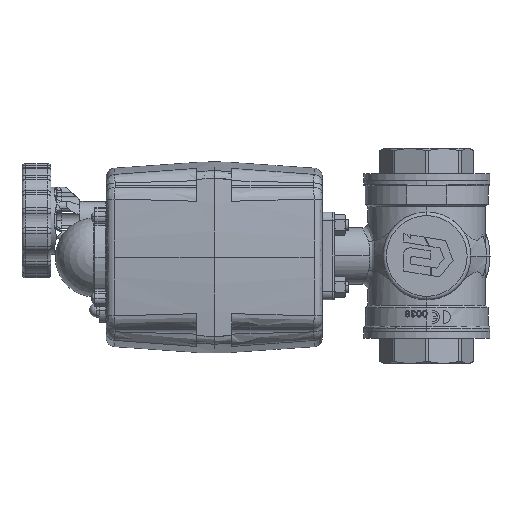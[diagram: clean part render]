
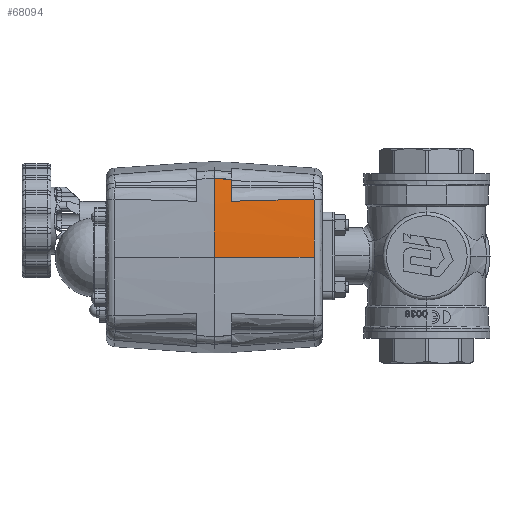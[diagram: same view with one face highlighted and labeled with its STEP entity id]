
A CAD part, left-side view. The second image highlights one B-rep face of the part: STEP entity #68094.
In plain terms, the highlighted conical face has half-angle 4 degrees and reference radius 403.75 mm.
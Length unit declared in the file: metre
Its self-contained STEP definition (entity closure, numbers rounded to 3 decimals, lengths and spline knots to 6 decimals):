
#992 = VECTOR ( 'NONE', #60899, 1. ) ;
#1207 = CARTESIAN_POINT ( 'NONE',  ( -0.058878, 0.092359, 0.171644 ) ) ;
#3795 = AXIS2_PLACEMENT_3D ( 'NONE', #35000, #74813, #66952 ) ;
#3968 = CARTESIAN_POINT ( 'NONE',  ( -0.057381, 0.055164, 0.1601 ) ) ;
#4896 = VERTEX_POINT ( 'NONE', #7052 ) ;
#7052 = CARTESIAN_POINT ( 'NONE',  ( -0.058878, 0.092359, 0.171644 ) ) ;
#8130 = B_SPLINE_CURVE_WITH_KNOTS ( 'NONE', 3,
 ( #88693, #48377, #79811, #41018, #40506, #1207 ),
 .UNSPECIFIED., .F., .F.,
 ( 4, 2, 4 ),
 ( 5.021199, 6.639423, 15.059527 ),
 .UNSPECIFIED. ) ;
#8462 = VERTEX_POINT ( 'NONE', #22495 ) ;
#10240 = CARTESIAN_POINT ( 'NONE',  ( 0.341714, 0.045511, 0.127186 ) ) ;
#10451 = CARTESIAN_POINT ( 'NONE',  ( 0.341714, 0.102359, 0.127186 ) ) ;
#12339 = CARTESIAN_POINT ( 'NONE',  ( -0.057028, 0.050337, 0.160271 ) ) ;
#19638 = CARTESIAN_POINT ( 'NONE',  ( -0.05971, 0.087395, 0.159268 ) ) ;
#22495 = CARTESIAN_POINT ( 'NONE',  ( -0.060065, 0.092359, 0.159182 ) ) ;
#24505 = AXIS2_PLACEMENT_3D ( 'NONE', #10451, #33033, #74398 ) ;
#25235 = EDGE_LOOP ( 'NONE', ( #45211, #37005, #88629, #30892, #30275, #25718 ) ) ;
#25718 = ORIENTED_EDGE ( 'NONE', *, *, #31479, .F. ) ;
#26405 = VERTEX_POINT ( 'NONE', #66032 ) ;
#26825 = CARTESIAN_POINT ( 'NONE',  ( -0.062036, 0.102359, 0.127186 ) ) ;
#28089 = CARTESIAN_POINT ( 'NONE',  ( -0.059328, 0.082068, 0.15937 ) ) ;
#30275 = ORIENTED_EDGE ( 'NONE', *, *, #37084, .F. ) ;
#30832 = EDGE_CURVE ( 'NONE', #65668, #26405, #37900, .T. ) ;
#30892 = ORIENTED_EDGE ( 'NONE', *, *, #82355, .F. ) ;
#31450 = VERTEX_POINT ( 'NONE', #90141 ) ;
#31479 = EDGE_CURVE ( 'NONE', #41370, #31450, #101587, .T. ) ;
#33033 = DIRECTION ( 'NONE',  ( 0., 1., 0. ) ) ;
#34215 = CARTESIAN_POINT ( 'NONE',  ( 0.341714, 0.102359, 0.127186 ) ) ;
#35000 = CARTESIAN_POINT ( 'NONE',  ( 0.341714, 0.092359, 0.127186 ) ) ;
#36452 = CARTESIAN_POINT ( 'NONE',  ( -0.060065, 0.092359, 0.159182 ) ) ;
#36978 = CARTESIAN_POINT ( 'NONE',  ( -0.059635, 0.086355, 0.159287 ) ) ;
#37005 = ORIENTED_EDGE ( 'NONE', *, *, #30832, .F. ) ;
#37084 = EDGE_CURVE ( 'NONE', #31450, #4896, #8130, .T. ) ;
#37900 = CIRCLE ( 'NONE', #62915, 0.399775 ) ;
#40506 = CARTESIAN_POINT ( 'NONE',  ( -0.059055, 0.095155, 0.171814 ) ) ;
#40759 = EDGE_CURVE ( 'NONE', #26405, #41370, #91347, .T. ) ;
#41018 = CARTESIAN_POINT ( 'NONE',  ( -0.059233, 0.097951, 0.171985 ) ) ;
#41370 = VERTEX_POINT ( 'NONE', #26825 ) ;
#43641 = FACE_OUTER_BOUND ( 'NONE', #25235, .T. ) ;
#45211 = ORIENTED_EDGE ( 'NONE', *, *, #40759, .F. ) ;
#45345 = CARTESIAN_POINT ( 'NONE',  ( -0.059972, 0.091051, 0.159203 ) ) ;
#46153 = B_SPLINE_CURVE_WITH_KNOTS ( 'NONE', 3,
 ( #36452, #45345, #52158, #19638, #36978, #28089, #51660, #84072, #68910, #3968, #12339, #77273 ),
 .UNSPECIFIED., .F., .F.,
 ( 4, 2, 2, 2, 2, 4 ),
 ( 13.200845, 17.136584, 20.263926, 30.032041, 45.661024, 60.189256 ),
 .UNSPECIFIED. ) ;
#48377 = CARTESIAN_POINT ( 'NONE',  ( -0.059479, 0.101822, 0.172221 ) ) ;
#50020 = EDGE_CURVE ( 'NONE', #8462, #65668, #46153, .T. ) ;
#51660 = CARTESIAN_POINT ( 'NONE',  ( -0.059095, 0.078821, 0.15944 ) ) ;
#52158 = CARTESIAN_POINT ( 'NONE',  ( -0.059878, 0.089743, 0.159225 ) ) ;
#58793 = DIRECTION ( 'NONE',  ( 0., 1., 0. ) ) ;
#60899 = DIRECTION ( 'NONE',  ( -0.07, 0.998, 0. ) ) ;
#62915 = AXIS2_PLACEMENT_3D ( 'NONE', #10240, #98813, #66301 ) ;
#65668 = VERTEX_POINT ( 'NONE', #99248 ) ;
#66032 = CARTESIAN_POINT ( 'NONE',  ( -0.058061, 0.045511, 0.127186 ) ) ;
#66301 = DIRECTION ( 'NONE',  ( -1., 0., 0. ) ) ;
#66694 = DIRECTION ( 'NONE',  ( -1., 0., 0. ) ) ;
#66952 = DIRECTION ( 'NONE',  ( -1., 0., 0. ) ) ;
#68094 = ADVANCED_FACE ( 'NONE', ( #43641 ), #73978, .T. ) ;
#68910 = CARTESIAN_POINT ( 'NONE',  ( -0.05811, 0.065185, 0.159784 ) ) ;
#73978 = CONICAL_SURFACE ( 'NONE', #100779, 0.40375, 0.07 ) ;
#74398 = DIRECTION ( 'NONE',  ( -1., 0., 0. ) ) ;
#74813 = DIRECTION ( 'NONE',  ( 0., -1., 0. ) ) ;
#77273 = CARTESIAN_POINT ( 'NONE',  ( -0.056674, 0.045511, 0.160463 ) ) ;
#79811 = CARTESIAN_POINT ( 'NONE',  ( -0.059445, 0.101285, 0.172188 ) ) ;
#82355 = EDGE_CURVE ( 'NONE', #4896, #8462, #99158, .T. ) ;
#82910 = CARTESIAN_POINT ( 'NONE',  ( -0.062036, 0.102359, 0.127186 ) ) ;
#84072 = CARTESIAN_POINT ( 'NONE',  ( -0.058486, 0.07038, 0.159641 ) ) ;
#88629 = ORIENTED_EDGE ( 'NONE', *, *, #50020, .F. ) ;
#88693 = CARTESIAN_POINT ( 'NONE',  ( -0.059513, 0.102359, 0.172253 ) ) ;
#90141 = CARTESIAN_POINT ( 'NONE',  ( -0.059513, 0.102359, 0.172253 ) ) ;
#91347 = LINE ( 'NONE', #82910, #992 ) ;
#98813 = DIRECTION ( 'NONE',  ( 0., -1., 0. ) ) ;
#99158 = CIRCLE ( 'NONE', #3795, 0.403051 ) ;
#99248 = CARTESIAN_POINT ( 'NONE',  ( -0.056674, 0.045511, 0.160463 ) ) ;
#100779 = AXIS2_PLACEMENT_3D ( 'NONE', #34215, #58793, #66694 ) ;
#101587 = CIRCLE ( 'NONE', #24505, 0.40375 ) ;
